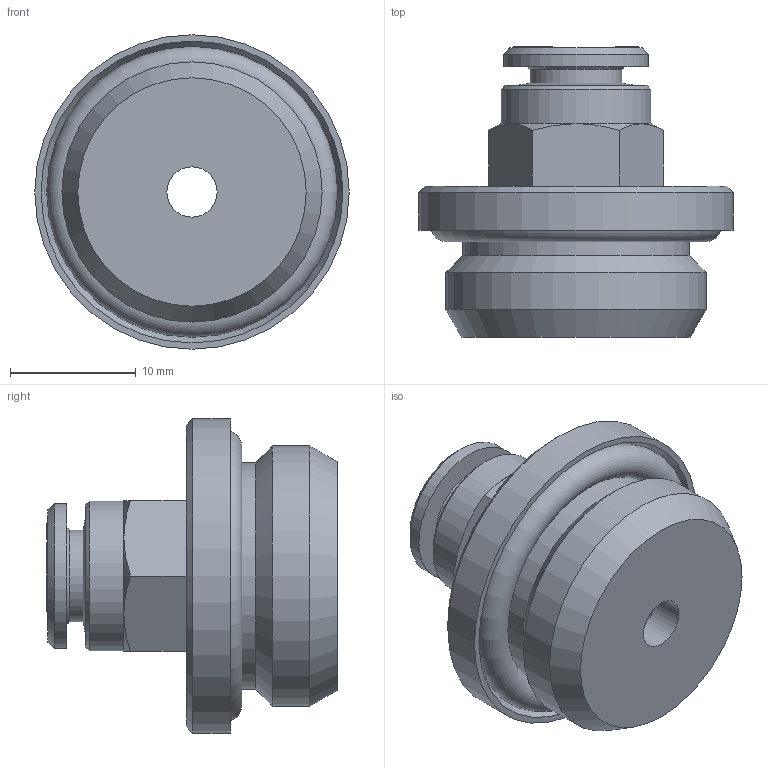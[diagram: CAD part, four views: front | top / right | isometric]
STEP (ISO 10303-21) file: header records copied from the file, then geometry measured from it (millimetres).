
FILE_DESCRIPTION(/* description */ ('STEP AP214'),/* implementation_level */ '2;1');
FILE_NAME(/* name */ 'AP020034',/* time_stamp */ '2023-03-28T14:09:26+02:00',/* author */ ('License CC BY-ND 4.0'),/* organization */ ('CADENAS'),/* preprocessor_version */ 'ST-DEVELOPER v19.3',/* originating_system */ 'PARTsolutions',/* authorisation */ ' ');
FILE_SCHEMA (('AUTOMOTIVE_DESIGN {1 0 10303 214 3 1 1}'));
Length unit declared in the file: millimetre
Products named in the file (3): AP020034; AP020034_PART2; AP020034_PART1
Assembly tree (2 placements, depth 2):
  AP020034
    AP020034_PART2
    AP020034_PART1
Bounding box: 25 x 23.1 x 25 mm (x, y, z)
Volume: 4927.1 mm3; surface area: 3376.8 mm2
Topology: 2 solids, 2 shells, 153 faces, 379 edges, 246 vertices
Faces by surface type: plane 89, bspline 43, cone 12, cylinder 8, torus 1
Full cylindrical faces by diameter (mm): 4 x1, 6.15 x1, 7.3 x1, 11.5 x1, 11.9 x1, 18 x1, 20.7 x1, 25 x1
Entity records: 7846 total; most frequent: CARTESIAN_POINT 3472, ORIENTED_EDGE 710, DIRECTION 514, EDGE_CURVE 355, VERTEX_POINT 244, LINE 226, VECTOR 226, FACE_BOUND 193
